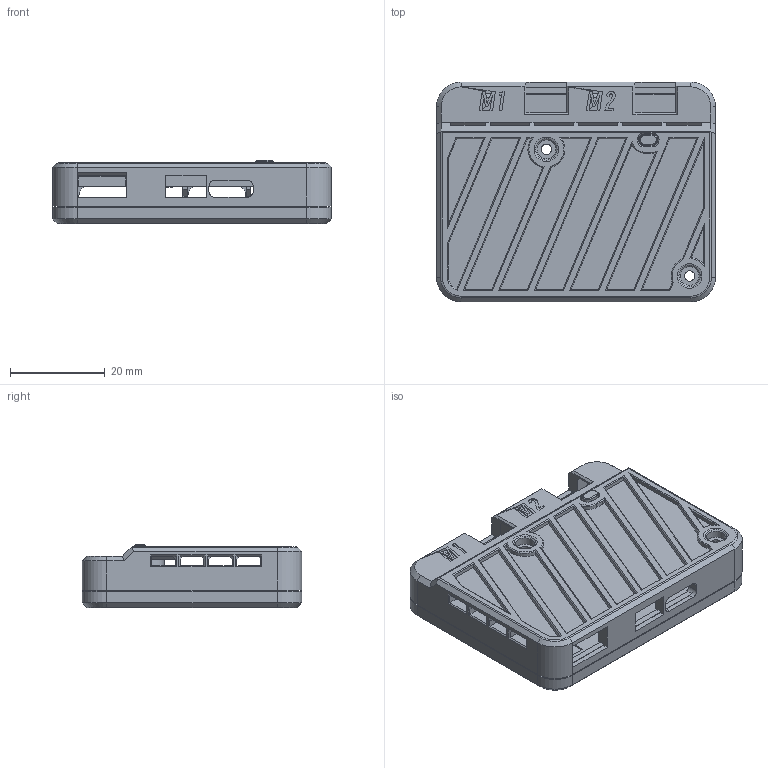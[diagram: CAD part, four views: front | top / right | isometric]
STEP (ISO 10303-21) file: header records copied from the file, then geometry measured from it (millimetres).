
FILE_DESCRIPTION(/* description */ (''),/* implementation_level */ '2;1');
FILE_NAME(/* name */ 'Moki V3.step',/* time_stamp */ '2023-03-01T09:43:15+08:00',/* author */ (''),/* organization */ (''),/* preprocessor_version */ 'ST-DEVELOPER v19.2',/* originating_system */ 'Autodesk Translation Framework v11.17.0.187',/* authorisation */ '');
FILE_SCHEMA (('AUTOMOTIVE_DESIGN { 1 0 10303 214 3 1 1 }'));
Length unit declared in the file: millimetre
Products named in the file (5): Moki V3; 下壳; 上盖; 零部件3; 零部件4
Assembly tree (4 placements, depth 3):
  Moki V3
    下壳
    上盖
      零部件3
      零部件4
Bounding box: 58.9 x 46.4 x 13.4 mm (x, y, z)
Volume: 12538 mm3; surface area: 16639.7 mm2
Topology: 3 solids, 3 shells, 552 faces, 1528 edges, 968 vertices
Faces by surface type: plane 403, cylinder 66, bspline 44, cone 39
Full cylindrical faces by diameter (mm): 2.2 x5, 4 x5, 6.2 x2
Entity records: 17805 total; most frequent: CARTESIAN_POINT 3850, ORIENTED_EDGE 3024, DIRECTION 2617, EDGE_CURVE 1512, LINE 1219, VECTOR 1219, VERTEX_POINT 960, AXIS2_PLACEMENT_3D 699
